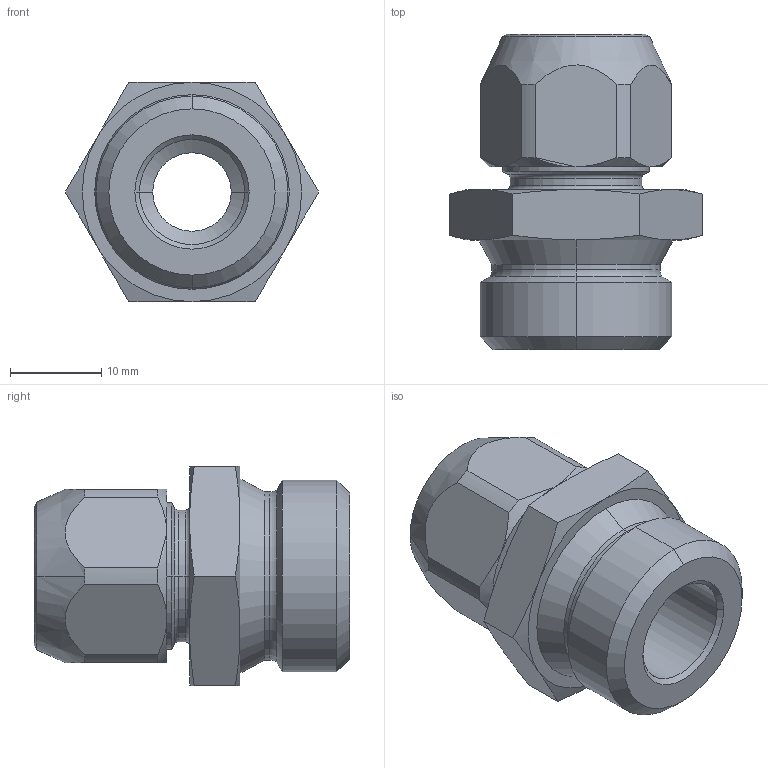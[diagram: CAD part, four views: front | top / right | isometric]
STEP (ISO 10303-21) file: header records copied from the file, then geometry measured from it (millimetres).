
FILE_DESCRIPTION(( 'CX.11.12.12.stp' ), '1');
FILE_NAME( 'CX.11.12.12.stp', '2018-08-24T14:34:41',( 'Sopra'),('sopra-pneumatic.com'), 'SwSTEP 2.0','SolidWorks 2009','' );
FILE_SCHEMA(('CONFIG_CONTROL_DESIGN'));
Length unit declared in the file: millimetre
Products named in the file (1): 360044B_151X4-12-10-1-2
Bounding box: 27.71 x 34.5 x 24 mm (x, y, z)
Volume: 8305.7 mm3; surface area: 4835.9 mm2
Topology: 1 solids, 1 shells, 89 faces, 202 edges, 116 vertices
Faces by surface type: cone 38, cylinder 22, plane 19, torus 10
Entity records: 2584 total; most frequent: CARTESIAN_POINT 635, DIRECTION 420, ORIENTED_EDGE 388, EDGE_CURVE 194, AXIS2_PLACEMENT_3D 183, VERTEX_POINT 116, CIRCLE 98, EDGE_LOOP 92
